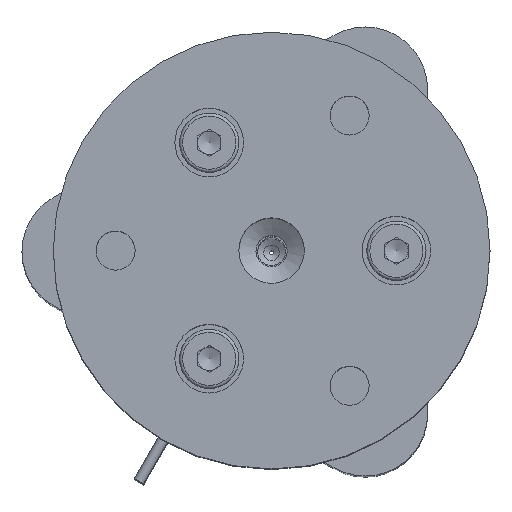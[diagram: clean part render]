
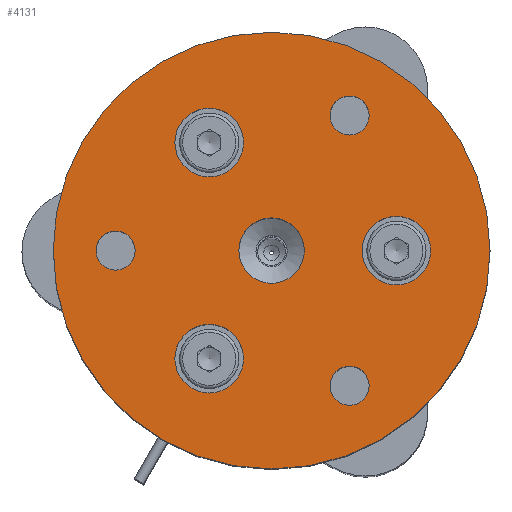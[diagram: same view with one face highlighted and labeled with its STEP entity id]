
A CAD part, top view. The second image highlights one B-rep face of the part: STEP entity #4131.
In plain terms, the highlighted face is planar.
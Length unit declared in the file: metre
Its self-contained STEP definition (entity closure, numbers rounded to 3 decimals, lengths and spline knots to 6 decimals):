
#376=CIRCLE('',#4510,0.0021);
#520=CIRCLE('',#4733,0.014);
#521=CIRCLE('',#4735,0.0022);
#522=CIRCLE('',#4737,0.0022);
#523=CIRCLE('',#4739,0.00125);
#524=CIRCLE('',#4740,0.00125);
#525=CIRCLE('',#4741,0.00125);
#526=CIRCLE('',#4742,0.0022);
#1132=ORIENTED_EDGE('',*,*,#1813,.T.);
#1133=ORIENTED_EDGE('',*,*,#1814,.T.);
#1134=ORIENTED_EDGE('',*,*,#1815,.T.);
#1135=ORIENTED_EDGE('',*,*,#1666,.T.);
#1136=ORIENTED_EDGE('',*,*,#1816,.T.);
#1137=ORIENTED_EDGE('',*,*,#1812,.T.);
#1138=ORIENTED_EDGE('',*,*,#1811,.T.);
#1139=ORIENTED_EDGE('',*,*,#1810,.F.);
#1666=EDGE_CURVE('',#2095,#2095,#376,.T.);
#1810=EDGE_CURVE('',#2239,#2239,#520,.T.);
#1811=EDGE_CURVE('',#2240,#2240,#521,.T.);
#1812=EDGE_CURVE('',#2241,#2241,#522,.T.);
#1813=EDGE_CURVE('',#2242,#2242,#523,.T.);
#1814=EDGE_CURVE('',#2243,#2243,#524,.T.);
#1815=EDGE_CURVE('',#2244,#2244,#525,.T.);
#1816=EDGE_CURVE('',#2245,#2245,#526,.T.);
#2095=VERTEX_POINT('',#6547);
#2239=VERTEX_POINT('',#6914);
#2240=VERTEX_POINT('',#6917);
#2241=VERTEX_POINT('',#6920);
#2242=VERTEX_POINT('',#6923);
#2243=VERTEX_POINT('',#6925);
#2244=VERTEX_POINT('',#6927);
#2245=VERTEX_POINT('',#6929);
#3062=EDGE_LOOP('',(#1132));
#3063=EDGE_LOOP('',(#1133));
#3064=EDGE_LOOP('',(#1134));
#3065=EDGE_LOOP('',(#1135));
#3066=EDGE_LOOP('',(#1136));
#3067=EDGE_LOOP('',(#1137));
#3068=EDGE_LOOP('',(#1138));
#3069=EDGE_LOOP('',(#1139));
#3649=FACE_BOUND('',#3062,.T.);
#3650=FACE_BOUND('',#3063,.T.);
#3651=FACE_BOUND('',#3064,.T.);
#3652=FACE_BOUND('',#3065,.T.);
#3653=FACE_BOUND('',#3066,.T.);
#3654=FACE_BOUND('',#3067,.T.);
#3655=FACE_BOUND('',#3068,.T.);
#3656=FACE_BOUND('',#3069,.T.);
#3928=PLANE('',#4738);
#4131=ADVANCED_FACE('',(#3649,#3650,#3651,#3652,#3653,#3654,#3655,#3656),
#3928,.F.);
#4510=AXIS2_PLACEMENT_3D('',#6546,#5315,#5316);
#4733=AXIS2_PLACEMENT_3D('',#6913,#5761,#5762);
#4735=AXIS2_PLACEMENT_3D('',#6916,#5765,#5766);
#4737=AXIS2_PLACEMENT_3D('',#6919,#5769,#5770);
#4738=AXIS2_PLACEMENT_3D('',#6921,#5771,#5772);
#4739=AXIS2_PLACEMENT_3D('',#6922,#5773,#5774);
#4740=AXIS2_PLACEMENT_3D('',#6924,#5775,#5776);
#4741=AXIS2_PLACEMENT_3D('',#6926,#5777,#5778);
#4742=AXIS2_PLACEMENT_3D('',#6928,#5779,#5780);
#5315=DIRECTION('',(0.,0.,1.));
#5316=DIRECTION('',(1.,0.,0.));
#5761=DIRECTION('',(0.,0.,1.));
#5762=DIRECTION('',(1.,0.,0.));
#5765=DIRECTION('',(0.,0.,1.));
#5766=DIRECTION('',(1.,0.,0.));
#5769=DIRECTION('',(0.,0.,1.));
#5770=DIRECTION('',(1.,0.,0.));
#5771=DIRECTION('',(0.,0.,1.));
#5772=DIRECTION('',(1.,0.,0.));
#5773=DIRECTION('',(0.,0.,1.));
#5774=DIRECTION('',(1.,0.,0.));
#5775=DIRECTION('',(0.,0.,1.));
#5776=DIRECTION('',(1.,0.,0.));
#5777=DIRECTION('',(0.,0.,1.));
#5778=DIRECTION('',(1.,0.,0.));
#5779=DIRECTION('',(0.,0.,1.));
#5780=DIRECTION('',(1.,0.,0.));
#6546=CARTESIAN_POINT('',(0.,0.,0.));
#6547=CARTESIAN_POINT('',(0.0021,0.,0.));
#6913=CARTESIAN_POINT('',(0.,0.,0.));
#6914=CARTESIAN_POINT('',(0.014,0.,0.));
#6916=CARTESIAN_POINT('',(-0.006928,-0.004,0.));
#6917=CARTESIAN_POINT('',(-0.004728,-0.004,0.));
#6919=CARTESIAN_POINT('',(0.,0.008,0.));
#6920=CARTESIAN_POINT('',(0.0022,0.008,0.));
#6921=CARTESIAN_POINT('',(0.,0.,0.));
#6922=CARTESIAN_POINT('',(0.00866,0.005,0.));
#6923=CARTESIAN_POINT('',(0.00991,0.005,0.));
#6924=CARTESIAN_POINT('',(0.,-0.01,0.));
#6925=CARTESIAN_POINT('',(0.00125,-0.01,0.));
#6926=CARTESIAN_POINT('',(-0.00866,0.005,0.));
#6927=CARTESIAN_POINT('',(-0.00741,0.005,0.));
#6928=CARTESIAN_POINT('',(0.006928,-0.004,0.));
#6929=CARTESIAN_POINT('',(0.009128,-0.004,0.));
